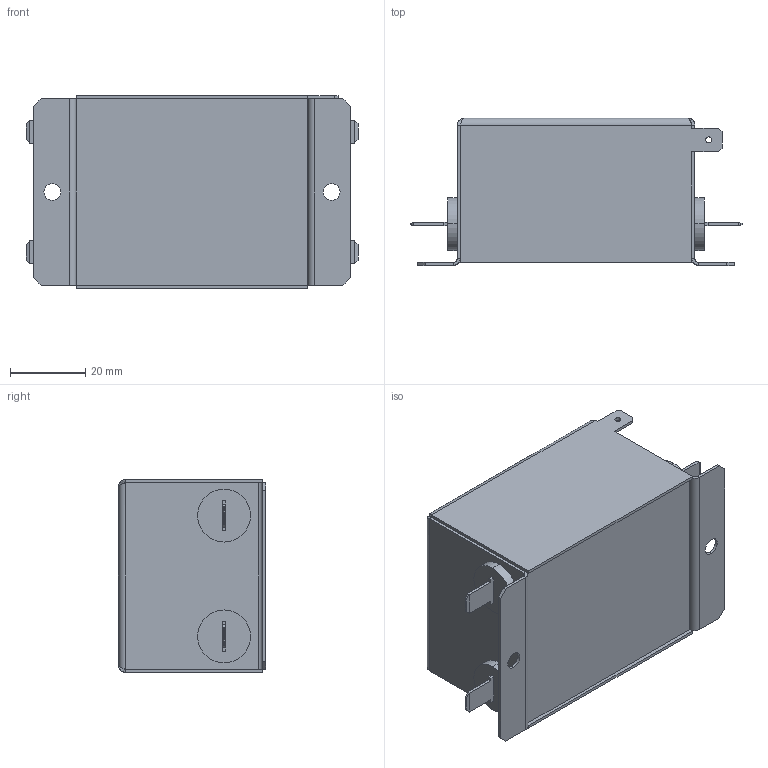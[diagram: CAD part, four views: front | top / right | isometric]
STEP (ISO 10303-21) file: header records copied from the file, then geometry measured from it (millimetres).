
FILE_DESCRIPTION (( 'STEP AP214' ), '1' );
FILE_NAME ('190391.STEP', '2020-05-28T23:14:34', ( '' ), ( '' ), 'SwSTEP 2.0', 'SolidWorks 2018', '' );
FILE_SCHEMA (( 'AUTOMOTIVE_DESIGN' ));
Length unit declared in the file: millimetre
Products named in the file (1): 190391
Bounding box: 88 x 39 x 51 mm (x, y, z)
Volume: 122029.7 mm3; surface area: 24606.7 mm2
Topology: 1 solids, 1 shells, 150 faces, 351 edges, 211 vertices
Faces by surface type: plane 103, cylinder 27, bspline 20
Entity records: 4854 total; most frequent: CARTESIAN_POINT 1470, ORIENTED_EDGE 702, DIRECTION 643, EDGE_CURVE 351, LINE 261, VECTOR 261, VERTEX_POINT 211, AXIS2_PLACEMENT_3D 191
